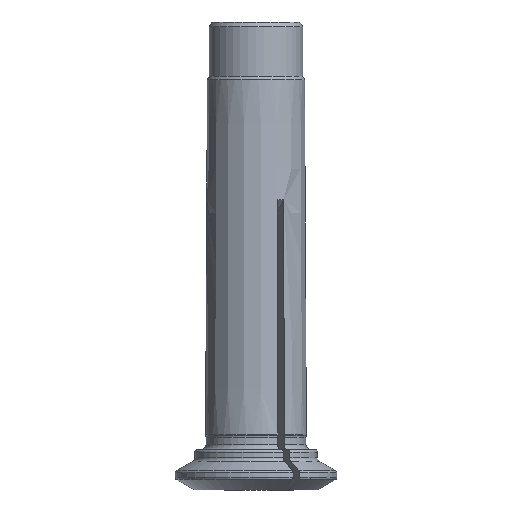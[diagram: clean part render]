
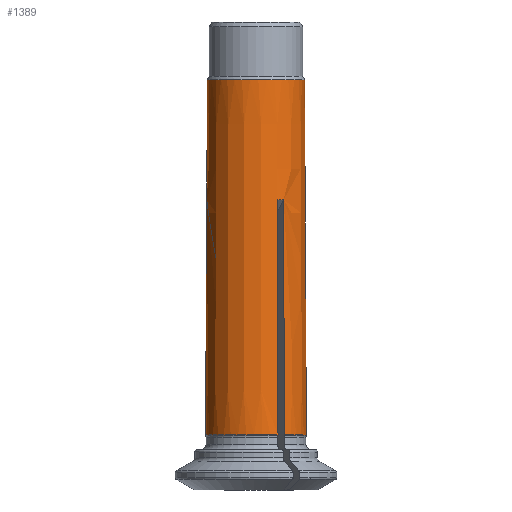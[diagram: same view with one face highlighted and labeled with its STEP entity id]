
A CAD part, front view. The second image highlights one B-rep face of the part: STEP entity #1389.
In plain terms, the highlighted conical face has half-angle 0.286 degrees and reference radius 3.002 mm.
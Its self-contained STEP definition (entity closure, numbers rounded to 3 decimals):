
#20=ELLIPSE('',#1497,4.345,3.072);
#21=ELLIPSE('',#1498,4.345,3.072);
#22=ELLIPSE('',#1499,4.345,3.072);
#114=B_SPLINE_CURVE_WITH_KNOTS('',3,(#2230,#2231,#2232,#2233),
 .UNSPECIFIED.,.F.,.F.,(4,4),(0.,0.015),
 .UNSPECIFIED.);
#115=B_SPLINE_CURVE_WITH_KNOTS('',3,(#2235,#2236,#2237,#2238),
 .UNSPECIFIED.,.F.,.F.,(4,4),(0.009,0.024),
 .UNSPECIFIED.);
#116=B_SPLINE_CURVE_WITH_KNOTS('',3,(#2242,#2243,#2244,#2245),
 .UNSPECIFIED.,.F.,.F.,(4,4),(0.009,0.024),
 .UNSPECIFIED.);
#117=B_SPLINE_CURVE_WITH_KNOTS('',3,(#2246,#2247,#2248,#2249),
 .UNSPECIFIED.,.F.,.F.,(4,4),(0.,0.015),
 .UNSPECIFIED.);
#118=B_SPLINE_CURVE_WITH_KNOTS('',3,(#2253,#2254,#2255,#2256),
 .UNSPECIFIED.,.F.,.F.,(4,4),(0.,0.015),
 .UNSPECIFIED.);
#119=B_SPLINE_CURVE_WITH_KNOTS('',3,(#2257,#2258,#2259,#2260),
 .UNSPECIFIED.,.F.,.F.,(4,4),(0.,0.015),
 .UNSPECIFIED.);
#132=CONICAL_SURFACE('',#1496,3.002,0.005);
#388=ORIENTED_EDGE('',*,*,#698,.F.);
#389=ORIENTED_EDGE('',*,*,#628,.T.);
#390=ORIENTED_EDGE('',*,*,#699,.T.);
#391=ORIENTED_EDGE('',*,*,#700,.T.);
#392=ORIENTED_EDGE('',*,*,#701,.F.);
#393=ORIENTED_EDGE('',*,*,#668,.T.);
#394=ORIENTED_EDGE('',*,*,#702,.T.);
#395=ORIENTED_EDGE('',*,*,#703,.T.);
#396=ORIENTED_EDGE('',*,*,#704,.F.);
#397=ORIENTED_EDGE('',*,*,#589,.T.);
#398=ORIENTED_EDGE('',*,*,#705,.T.);
#399=ORIENTED_EDGE('',*,*,#706,.T.);
#400=ORIENTED_EDGE('',*,*,#707,.F.);
#589=EDGE_CURVE('',#762,#760,#876,.F.);
#628=EDGE_CURVE('',#788,#789,#890,.F.);
#668=EDGE_CURVE('',#816,#817,#904,.F.);
#698=EDGE_CURVE('',#788,#836,#114,.T.);
#699=EDGE_CURVE('',#789,#837,#115,.T.);
#700=EDGE_CURVE('',#837,#838,#20,.F.);
#701=EDGE_CURVE('',#816,#838,#116,.T.);
#702=EDGE_CURVE('',#817,#839,#117,.T.);
#703=EDGE_CURVE('',#839,#840,#21,.F.);
#704=EDGE_CURVE('',#762,#840,#118,.T.);
#705=EDGE_CURVE('',#760,#841,#119,.T.);
#706=EDGE_CURVE('',#841,#836,#22,.F.);
#707=EDGE_CURVE('',#842,#842,#914,.T.);
#760=VERTEX_POINT('',#1856);
#762=VERTEX_POINT('',#1859);
#788=VERTEX_POINT('',#1990);
#789=VERTEX_POINT('',#1991);
#816=VERTEX_POINT('',#2127);
#817=VERTEX_POINT('',#2128);
#836=VERTEX_POINT('',#2234);
#837=VERTEX_POINT('',#2239);
#838=VERTEX_POINT('',#2241);
#839=VERTEX_POINT('',#2250);
#840=VERTEX_POINT('',#2252);
#841=VERTEX_POINT('',#2261);
#842=VERTEX_POINT('',#2264);
#876=CIRCLE('',#1423,3.13);
#890=CIRCLE('',#1450,3.13);
#904=CIRCLE('',#1477,3.13);
#914=CIRCLE('',#1500,3.02);
#963=EDGE_LOOP('',(#388,#389,#390,#391,#392,#393,#394,#395,#396,#397,#398,
#399));
#964=EDGE_LOOP('',(#400));
#1039=FACE_BOUND('',#963,.T.);
#1040=FACE_BOUND('',#964,.T.);
#1389=ADVANCED_FACE('',(#1039,#1040),#132,.T.);
#1423=AXIS2_PLACEMENT_3D('',#1858,#1554,#1555);
#1450=AXIS2_PLACEMENT_3D('',#1989,#1616,#1617);
#1477=AXIS2_PLACEMENT_3D('',#2126,#1678,#1679);
#1496=AXIS2_PLACEMENT_3D('',#2229,#1722,#1723);
#1497=AXIS2_PLACEMENT_3D('',#2240,#1724,#1725);
#1498=AXIS2_PLACEMENT_3D('',#2251,#1726,#1727);
#1499=AXIS2_PLACEMENT_3D('',#2262,#1728,#1729);
#1500=AXIS2_PLACEMENT_3D('',#2263,#1730,#1731);
#1554=DIRECTION('',(0.,0.,-1.));
#1555=DIRECTION('',(-1.,0.,0.));
#1616=DIRECTION('',(0.,0.,-1.));
#1617=DIRECTION('',(-1.,0.,0.));
#1678=DIRECTION('',(0.,0.,-1.));
#1679=DIRECTION('',(-1.,0.,0.));
#1722=DIRECTION('',(0.,0.,-1.));
#1723=DIRECTION('',(-1.,0.,0.));
#1724=DIRECTION('',(-0.707,0.,-0.707));
#1725=DIRECTION('',(0.707,0.,-0.707));
#1726=DIRECTION('',(0.354,-0.612,-0.707));
#1727=DIRECTION('',(-0.354,0.612,-0.707));
#1728=DIRECTION('',(0.354,0.612,-0.707));
#1729=DIRECTION('',(-0.354,-0.612,-0.707));
#1730=DIRECTION('',(0.,0.,1.));
#1731=DIRECTION('',(1.,0.,0.));
#1856=CARTESIAN_POINT('',(1.756,2.591,3.425));
#1858=CARTESIAN_POINT('',(0.,0.,3.425));
#1859=CARTESIAN_POINT('',(1.756,-2.591,3.425));
#1989=CARTESIAN_POINT('',(0.,0.,3.425));
#1990=CARTESIAN_POINT('',(1.366,2.816,3.425));
#1991=CARTESIAN_POINT('',(-3.122,0.225,3.425));
#2126=CARTESIAN_POINT('',(0.,0.,3.425));
#2127=CARTESIAN_POINT('',(-3.122,-0.225,3.425));
#2128=CARTESIAN_POINT('',(1.366,-2.816,3.425));
#2229=CARTESIAN_POINT('',(0.,0.,29.));
#2230=CARTESIAN_POINT('',(1.366,2.816,3.425));
#2231=CARTESIAN_POINT('',(1.354,2.795,8.281));
#2232=CARTESIAN_POINT('',(1.342,2.774,13.136));
#2233=CARTESIAN_POINT('',(1.33,2.753,17.992));
#2234=CARTESIAN_POINT('',(1.33,2.753,17.992));
#2235=CARTESIAN_POINT('',(-3.122,0.225,3.425));
#2236=CARTESIAN_POINT('',(-3.097,0.225,8.281));
#2237=CARTESIAN_POINT('',(-3.073,0.225,13.136));
#2238=CARTESIAN_POINT('',(-3.049,0.225,17.992));
#2239=CARTESIAN_POINT('',(-3.049,0.225,17.992));
#2240=CARTESIAN_POINT('',(0.015,0.,14.928));
#2241=CARTESIAN_POINT('',(-3.049,-0.225,17.992));
#2242=CARTESIAN_POINT('',(-3.122,-0.225,3.425));
#2243=CARTESIAN_POINT('',(-3.097,-0.225,8.281));
#2244=CARTESIAN_POINT('',(-3.073,-0.225,13.136));
#2245=CARTESIAN_POINT('',(-3.049,-0.225,17.992));
#2246=CARTESIAN_POINT('',(1.366,-2.816,3.425));
#2247=CARTESIAN_POINT('',(1.354,-2.795,8.281));
#2248=CARTESIAN_POINT('',(1.342,-2.774,13.136));
#2249=CARTESIAN_POINT('',(1.33,-2.753,17.992));
#2250=CARTESIAN_POINT('',(1.33,-2.753,17.992));
#2251=CARTESIAN_POINT('',(-0.008,0.013,14.928));
#2252=CARTESIAN_POINT('',(1.719,-2.528,17.992));
#2253=CARTESIAN_POINT('',(1.756,-2.591,3.425));
#2254=CARTESIAN_POINT('',(1.744,-2.57,8.281));
#2255=CARTESIAN_POINT('',(1.731,-2.549,13.136));
#2256=CARTESIAN_POINT('',(1.719,-2.528,17.992));
#2257=CARTESIAN_POINT('',(1.756,2.591,3.425));
#2258=CARTESIAN_POINT('',(1.744,2.57,8.281));
#2259=CARTESIAN_POINT('',(1.731,2.549,13.136));
#2260=CARTESIAN_POINT('',(1.719,2.528,17.992));
#2261=CARTESIAN_POINT('',(1.719,2.528,17.992));
#2262=CARTESIAN_POINT('',(-0.008,-0.013,14.928));
#2263=CARTESIAN_POINT('',(0.,0.,25.416));
#2264=CARTESIAN_POINT('',(3.02,0.,25.416));
